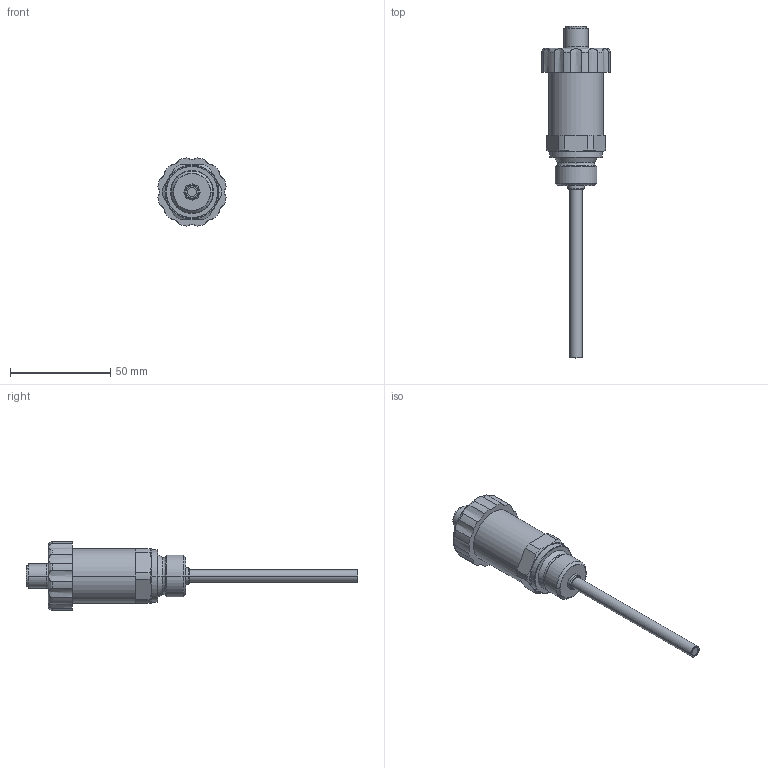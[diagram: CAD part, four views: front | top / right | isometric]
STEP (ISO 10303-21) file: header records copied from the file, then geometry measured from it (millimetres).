
FILE_DESCRIPTION((''),'2;1');
FILE_NAME('G1_2A_RECHTECK_DOSE_6X100','2022-02-21T14:52:50',('schwerb'),(''),'CREO PARAMETRIC BY PTC INC, 2020454','CREO PARAMETRIC BY PTC INC, 2020454','');
FILE_SCHEMA(('AP242_MANAGED_MODEL_BASED_3D_ENGINEERING_MIM_LF { 1 0 10303 442 1 1 4 }'));
Length unit declared in the file: millimetre
Products named in the file (1): G1_2A_RECHTECK_DOSE_6X100
Bounding box: 34.08 x 165.6 x 34.08 mm (x, y, z)
Volume: 40813 mm3; surface area: 14701.7 mm2
Topology: 2 solids, 6 shells, 256 faces, 661 edges, 425 vertices
Faces by surface type: bspline 256
Entity records: 11466 total; most frequent: CARTESIAN_POINT 5385, ORIENTED_EDGE 1294, DIRECTION 984, EDGE_CURVE 653, VERTEX_POINT 425, AXIS2_PLACEMENT_3D 368, CIRCLE 367, EDGE_LOOP 286
